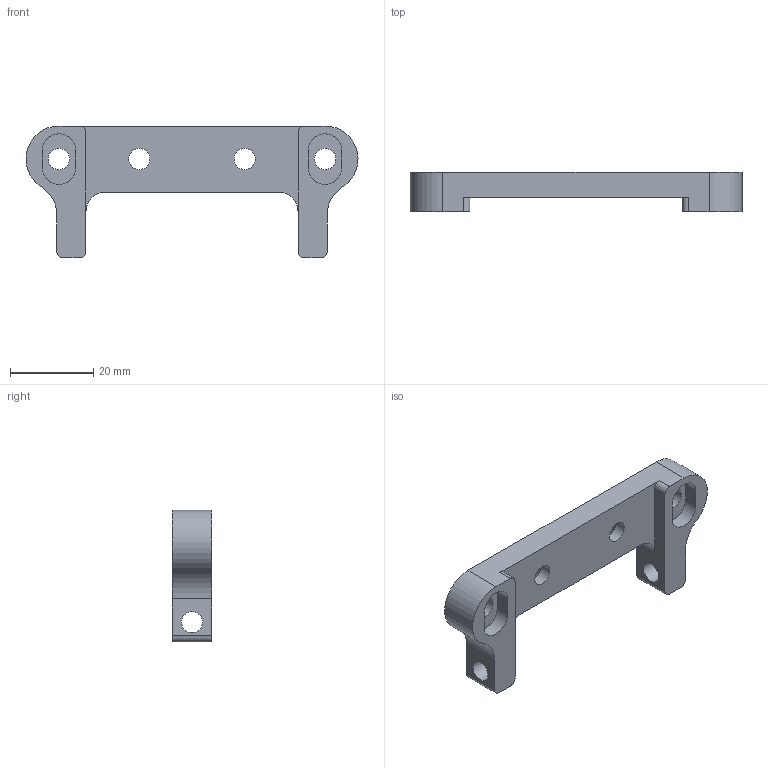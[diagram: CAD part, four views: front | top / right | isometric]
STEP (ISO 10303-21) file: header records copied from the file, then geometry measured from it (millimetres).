
FILE_DESCRIPTION (( 'STEP AP214' ), '1' );
FILE_NAME ('am-4411 CF Elevator 2x1 Bearing Block.STEP', '2022-10-19T15:19:58', ( '' ), ( '' ), 'SwSTEP 2.0', 'SolidWorks 2022', '' );
FILE_SCHEMA (( 'AUTOMOTIVE_DESIGN' ));
Length unit declared in the file: inch
Products named in the file (1): am-4411 CF Elevator 2x1 Bearing Block
Bounding box: 79.93 x 9.53 x 31.75 mm (x, y, z)
Volume: 9384.2 mm3; surface area: 5446.5 mm2
Topology: 1 solids, 1 shells, 42 faces, 113 edges, 75 vertices
Faces by surface type: cylinder 22, plane 18, cone 2
Full cylindrical faces by diameter (mm): 5.105 x6
Entity records: 1350 total; most frequent: DIRECTION 236, CARTESIAN_POINT 221, ORIENTED_EDGE 208, EDGE_CURVE 104, AXIS2_PLACEMENT_3D 89, VERTEX_POINT 74, EDGE_LOOP 64, VECTOR 58
